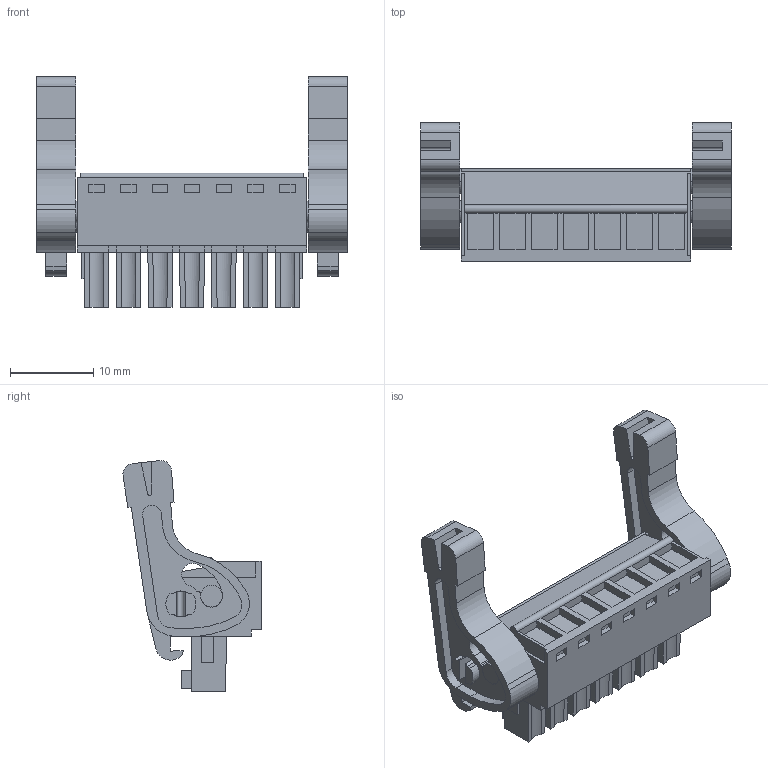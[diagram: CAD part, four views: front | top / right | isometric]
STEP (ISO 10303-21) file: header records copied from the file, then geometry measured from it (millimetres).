
FILE_DESCRIPTION(('CATIA V5 STEP','CAx-IF Rec.Pracs.--- Model Styling and Organization---1.2---2011-12-15'),'2;1');
FILE_NAME ('D1462200_0_2442340000_2442340000.stp','2017-07-31T14:46:29+00:00',('none'),('Weidmueller'),'CATIA Version 5-6 Release 2014','CATIA V5 STEP AP214','none');
FILE_SCHEMA(('AUTOMOTIVE_DESIGN { 1 0 10303 214 1 1 1 1 }'));
Length unit declared in the file: millimetre
Products named in the file (1): 2442340000
Bounding box: 37.26 x 16.55 x 27.68 mm (x, y, z)
Volume: 3951.4 mm3; surface area: 4359.1 mm2
Topology: 10 solids, 10 shells, 524 faces, 1379 edges, 912 vertices
Faces by surface type: plane 387, cylinder 137
Entity records: 14787 total; most frequent: ORIENTED_EDGE 2750, CARTESIAN_POINT 2715, DIRECTION 1958, EDGE_CURVE 1375, VECTOR 1037, LINE 1037, VERTEX_POINT 912, AXIS2_PLACEMENT_3D 615
